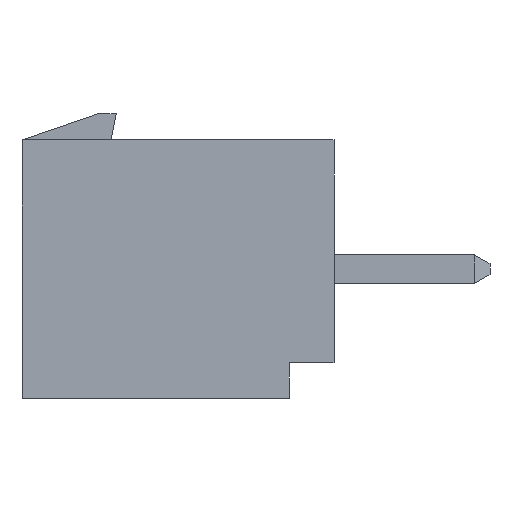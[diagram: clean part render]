
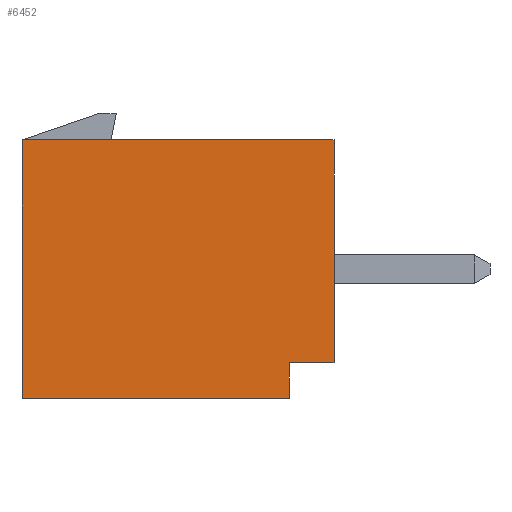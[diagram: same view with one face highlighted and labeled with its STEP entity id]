
A CAD part, left-side view. The second image highlights one B-rep face of the part: STEP entity #6452.
In plain terms, the highlighted planar face has unit normal (-1, 0, 0).
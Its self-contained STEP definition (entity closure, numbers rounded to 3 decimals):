
#30=DIRECTION('',(0.,0.,1.));
#31=VECTOR('',#30,5.);
#32=CARTESIAN_POINT('',(-9.95,0.,-2.1));
#33=LINE('',#32,#31);
#464=DIRECTION('',(0.,1.,0.));
#465=VECTOR('',#464,7.);
#466=CARTESIAN_POINT('',(-9.95,0.,2.9));
#467=LINE('',#466,#465);
#716=DIRECTION('',(0.,0.,1.));
#717=VECTOR('',#716,5.8);
#718=CARTESIAN_POINT('',(-9.95,7.,-2.9));
#719=LINE('',#718,#717);
#2074=DIRECTION('',(0.,0.,-1.));
#2075=VECTOR('',#2074,0.8);
#2076=CARTESIAN_POINT('',(-9.95,1.,-2.1));
#2077=LINE('',#2076,#2075);
#2081=DIRECTION('',(0.,1.,0.));
#2082=VECTOR('',#2081,6.);
#2083=CARTESIAN_POINT('',(-9.95,1.,-2.9));
#2084=LINE('',#2083,#2082);
#2088=DIRECTION('',(0.,1.,0.));
#2089=VECTOR('',#2088,1.);
#2090=CARTESIAN_POINT('',(-9.95,0.,-2.1));
#2091=LINE('',#2090,#2089);
#3754=CARTESIAN_POINT('',(-9.95,7.,-2.9));
#3755=CARTESIAN_POINT('',(-9.95,7.,2.9));
#3756=VERTEX_POINT('',#3754);
#3757=VERTEX_POINT('',#3755);
#3762=CARTESIAN_POINT('',(-9.95,0.,2.9));
#3763=VERTEX_POINT('',#3762);
#3782=CARTESIAN_POINT('',(-9.95,1.,-2.1));
#3783=CARTESIAN_POINT('',(-9.95,1.,-2.9));
#3784=VERTEX_POINT('',#3782);
#3785=VERTEX_POINT('',#3783);
#3790=CARTESIAN_POINT('',(-9.95,0.,-2.1));
#3791=VERTEX_POINT('',#3790);
#6438=CARTESIAN_POINT('',(-9.95,0.,-2.9));
#6439=DIRECTION('',(-1.,0.,0.));
#6440=DIRECTION('',(0.,0.,1.));
#6441=AXIS2_PLACEMENT_3D('',#6438,#6439,#6440);
#6442=PLANE('',#6441);
#6443=ORIENTED_EDGE('',*,*,#6429,.T.);
#6445=ORIENTED_EDGE('',*,*,#6444,.T.);
#6446=ORIENTED_EDGE('',*,*,#4891,.T.);
#6447=ORIENTED_EDGE('',*,*,#4649,.F.);
#6448=ORIENTED_EDGE('',*,*,#4431,.F.);
#6449=ORIENTED_EDGE('',*,*,#5799,.T.);
#6450=EDGE_LOOP('',(#6443,#6445,#6446,#6447,#6448,#6449));
#6451=FACE_OUTER_BOUND('',#6450,.F.);
#6452=ADVANCED_FACE('',(#6451),#6442,.T.);
#4431=EDGE_CURVE('',#3791,#3763,#33,.T.);
#4649=EDGE_CURVE('',#3763,#3757,#467,.T.);
#4891=EDGE_CURVE('',#3756,#3757,#719,.T.);
#5799=EDGE_CURVE('',#3791,#3784,#2091,.T.);
#6429=EDGE_CURVE('',#3784,#3785,#2077,.T.);
#6444=EDGE_CURVE('',#3785,#3756,#2084,.T.);
